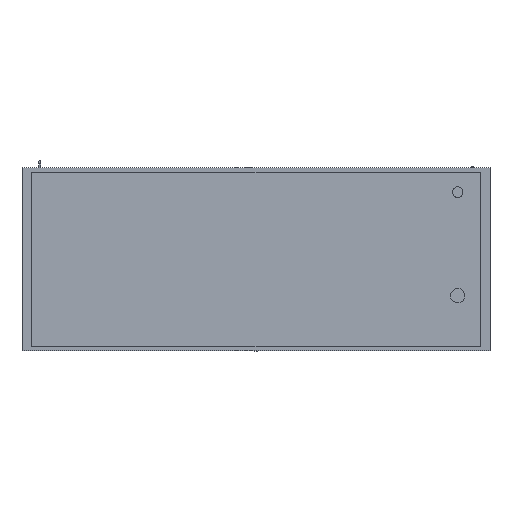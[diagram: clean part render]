
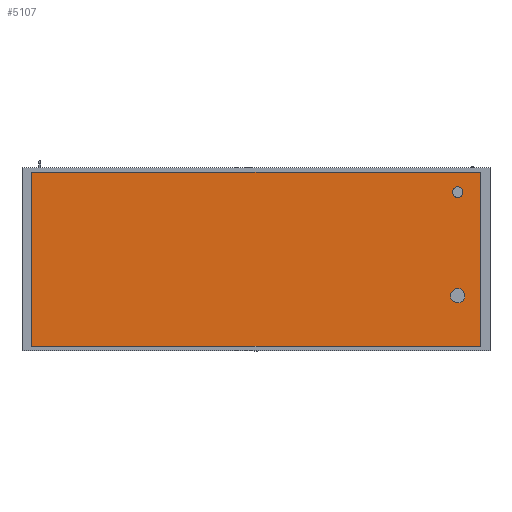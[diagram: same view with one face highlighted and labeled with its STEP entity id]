
A CAD part, front view. The second image highlights one B-rep face of the part: STEP entity #5107.
In plain terms, the highlighted planar face has unit normal (0, -1, 0).
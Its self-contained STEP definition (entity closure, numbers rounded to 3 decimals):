
#270=FACE_OUTER_BOUND('',#589,.T.);
#589=EDGE_LOOP('',(#3410,#3411,#3412,#3413));
#916=LINE('',#7419,#1536);
#920=LINE('',#7427,#1540);
#923=LINE('',#7433,#1543);
#926=LINE('',#7438,#1546);
#1536=VECTOR('',#5930,10.);
#1540=VECTOR('',#5936,10.);
#1543=VECTOR('',#5941,10.);
#1546=VECTOR('',#5946,10.);
#2152=VERTEX_POINT('',#7417);
#2153=VERTEX_POINT('',#7418);
#2156=VERTEX_POINT('',#7426);
#2158=VERTEX_POINT('',#7432);
#2644=EDGE_CURVE('',#2152,#2153,#916,.T.);
#2648=EDGE_CURVE('',#2156,#2152,#920,.T.);
#2651=EDGE_CURVE('',#2158,#2156,#923,.T.);
#2654=EDGE_CURVE('',#2153,#2158,#926,.T.);
#3410=ORIENTED_EDGE('',*,*,#2654,.F.);
#3411=ORIENTED_EDGE('',*,*,#2644,.F.);
#3412=ORIENTED_EDGE('',*,*,#2648,.F.);
#3413=ORIENTED_EDGE('',*,*,#2651,.F.);
#4844=PLANE('',#5482);
#5107=ADVANCED_FACE('',(#270),#4844,.F.);
#5482=AXIS2_PLACEMENT_3D('',#7441,#5950,#5951);
#5930=DIRECTION('',(0.,0.,1.));
#5936=DIRECTION('',(-1.,0.,0.));
#5941=DIRECTION('',(0.,0.,-1.));
#5946=DIRECTION('',(1.,0.,0.));
#5950=DIRECTION('center_axis',(0.,1.,0.));
#5951=DIRECTION('ref_axis',(0.,0.,1.));
#7417=CARTESIAN_POINT('',(-850.,0.,-330.));
#7418=CARTESIAN_POINT('',(-850.,0.,330.));
#7419=CARTESIAN_POINT('',(-850.,0.,-330.));
#7426=CARTESIAN_POINT('',(850.,0.,-330.));
#7427=CARTESIAN_POINT('',(850.,0.,-330.));
#7432=CARTESIAN_POINT('',(850.,0.,330.));
#7433=CARTESIAN_POINT('',(850.,0.,330.));
#7438=CARTESIAN_POINT('',(-850.,0.,330.));
#7441=CARTESIAN_POINT('Origin',(0.,0.,0.));
